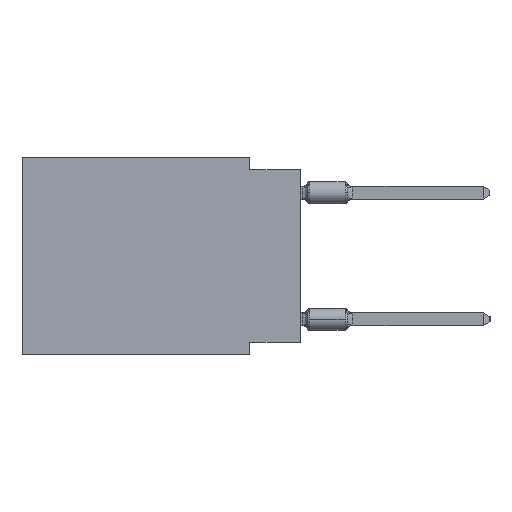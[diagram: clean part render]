
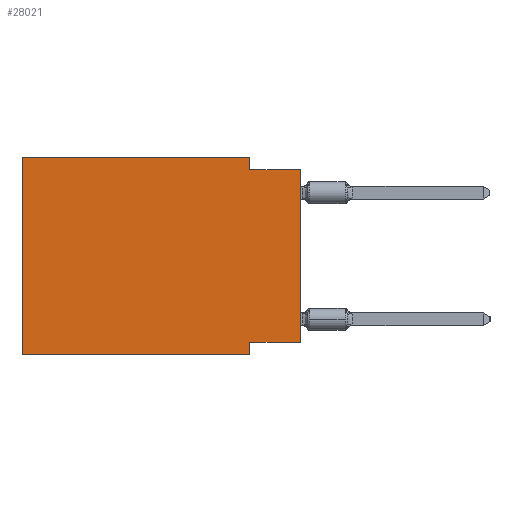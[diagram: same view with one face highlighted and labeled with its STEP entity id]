
A CAD part, left-side view. The second image highlights one B-rep face of the part: STEP entity #28021.
In plain terms, the highlighted planar face has unit normal (-1, 0, 0).
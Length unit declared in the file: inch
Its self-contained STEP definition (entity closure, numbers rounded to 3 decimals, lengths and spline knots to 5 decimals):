
#709 = EDGE_CURVE ( 'NONE', #13718, #35904, #19964, .T. ) ;
#2646 = DIRECTION ( 'NONE',  ( 0., 0., -1. ) ) ;
#2680 = VERTEX_POINT ( 'NONE', #5692 ) ;
#3351 = DIRECTION ( 'NONE',  ( 0., -1., 0. ) ) ;
#3650 = DIRECTION ( 'NONE',  ( 0., -1., 0. ) ) ;
#4885 = VERTEX_POINT ( 'NONE', #40967 ) ;
#4948 = CARTESIAN_POINT ( 'NONE',  ( 0., 0.1, -0.39 ) ) ;
#5669 = LINE ( 'NONE', #34645, #9849 ) ;
#5692 = CARTESIAN_POINT ( 'NONE',  ( 0., 0.1, -0.365 ) ) ;
#5757 = DIRECTION ( 'NONE',  ( 0., 0., 1. ) ) ;
#6086 = LINE ( 'NONE', #19411, #40000 ) ;
#6280 = EDGE_CURVE ( 'NONE', #36840, #31361, #9408, .T. ) ;
#6457 = VERTEX_POINT ( 'NONE', #39441 ) ;
#6546 = LINE ( 'NONE', #13662, #24392 ) ;
#6800 = EDGE_CURVE ( 'NONE', #4885, #31361, #6546, .T. ) ;
#7215 = ORIENTED_EDGE ( 'NONE', *, *, #6280, .T. ) ;
#7611 = VECTOR ( 'NONE', #3650, 39.37008 ) ;
#8324 = ORIENTED_EDGE ( 'NONE', *, *, #10631, .F. ) ;
#8641 = CARTESIAN_POINT ( 'NONE',  ( 0., 0., -0.365 ) ) ;
#9031 = ORIENTED_EDGE ( 'NONE', *, *, #6800, .F. ) ;
#9380 = EDGE_CURVE ( 'NONE', #13718, #6457, #17516, .T. ) ;
#9408 = LINE ( 'NONE', #25683, #13531 ) ;
#9849 = VECTOR ( 'NONE', #18777, 39.37008 ) ;
#9994 = ORIENTED_EDGE ( 'NONE', *, *, #9380, .F. ) ;
#10631 = EDGE_CURVE ( 'NONE', #36840, #2680, #5669, .T. ) ;
#10779 = EDGE_CURVE ( 'NONE', #34995, #4885, #6086, .T. ) ;
#11943 = DIRECTION ( 'NONE',  ( 0., -1., 0. ) ) ;
#13531 = VECTOR ( 'NONE', #5757, 39.37008 ) ;
#13662 = CARTESIAN_POINT ( 'NONE',  ( 0., 0., -0.025 ) ) ;
#13718 = VERTEX_POINT ( 'NONE', #30720 ) ;
#15562 = CARTESIAN_POINT ( 'NONE',  ( 0., 0.55, 0. ) ) ;
#16599 = FACE_OUTER_BOUND ( 'NONE', #33207, .T. ) ;
#17226 = CARTESIAN_POINT ( 'NONE',  ( 0., 0.1, -0.39 ) ) ;
#17516 = LINE ( 'NONE', #19881, #24134 ) ;
#18777 = DIRECTION ( 'NONE',  ( 0., 1., 0. ) ) ;
#19375 = CARTESIAN_POINT ( 'NONE',  ( 0., 0.55, 0. ) ) ;
#19411 = CARTESIAN_POINT ( 'NONE',  ( 0., 0.1, 0. ) ) ;
#19685 = VECTOR ( 'NONE', #11943, 39.37008 ) ;
#19881 = CARTESIAN_POINT ( 'NONE',  ( 0., 0.55, 0. ) ) ;
#19964 = LINE ( 'NONE', #33023, #7611 ) ;
#21920 = ORIENTED_EDGE ( 'NONE', *, *, #31630, .F. ) ;
#24134 = VECTOR ( 'NONE', #37026, 39.37008 ) ;
#24392 = VECTOR ( 'NONE', #3351, 39.37008 ) ;
#25683 = CARTESIAN_POINT ( 'NONE',  ( 0., 0., 0. ) ) ;
#28021 = ADVANCED_FACE ( 'NONE', ( #16599 ), #42324, .F. ) ;
#28580 = VECTOR ( 'NONE', #30292, 39.37008 ) ;
#30181 = CARTESIAN_POINT ( 'NONE',  ( 0., 0., -0.025 ) ) ;
#30292 = DIRECTION ( 'NONE',  ( 0., 0., -1. ) ) ;
#30720 = CARTESIAN_POINT ( 'NONE',  ( 0., 0.55, -0.39 ) ) ;
#31361 = VERTEX_POINT ( 'NONE', #30181 ) ;
#31630 = EDGE_CURVE ( 'NONE', #6457, #34995, #35708, .T. ) ;
#32230 = EDGE_CURVE ( 'NONE', #2680, #35904, #40369, .T. ) ;
#32478 = DIRECTION ( 'NONE',  ( 0., 0., -1. ) ) ;
#33023 = CARTESIAN_POINT ( 'NONE',  ( 0., 0.55, -0.39 ) ) ;
#33207 = EDGE_LOOP ( 'NONE', ( #7215, #9031, #36761, #21920, #9994, #36696, #34783, #8324 ) ) ;
#34645 = CARTESIAN_POINT ( 'NONE',  ( 0., 0., -0.365 ) ) ;
#34783 = ORIENTED_EDGE ( 'NONE', *, *, #32230, .F. ) ;
#34995 = VERTEX_POINT ( 'NONE', #38620 ) ;
#35708 = LINE ( 'NONE', #15562, #19685 ) ;
#35904 = VERTEX_POINT ( 'NONE', #4948 ) ;
#36696 = ORIENTED_EDGE ( 'NONE', *, *, #709, .T. ) ;
#36724 = AXIS2_PLACEMENT_3D ( 'NONE', #19375, #41907, #2646 ) ;
#36761 = ORIENTED_EDGE ( 'NONE', *, *, #10779, .F. ) ;
#36840 = VERTEX_POINT ( 'NONE', #8641 ) ;
#37026 = DIRECTION ( 'NONE',  ( 0., 0., 1. ) ) ;
#38620 = CARTESIAN_POINT ( 'NONE',  ( 0., 0.1, 0. ) ) ;
#39441 = CARTESIAN_POINT ( 'NONE',  ( 0., 0.55, 0. ) ) ;
#40000 = VECTOR ( 'NONE', #32478, 39.37008 ) ;
#40369 = LINE ( 'NONE', #17226, #28580 ) ;
#40967 = CARTESIAN_POINT ( 'NONE',  ( 0., 0.1, -0.025 ) ) ;
#41907 = DIRECTION ( 'NONE',  ( 1., 0., 0. ) ) ;
#42324 = PLANE ( 'NONE',  #36724 ) ;
